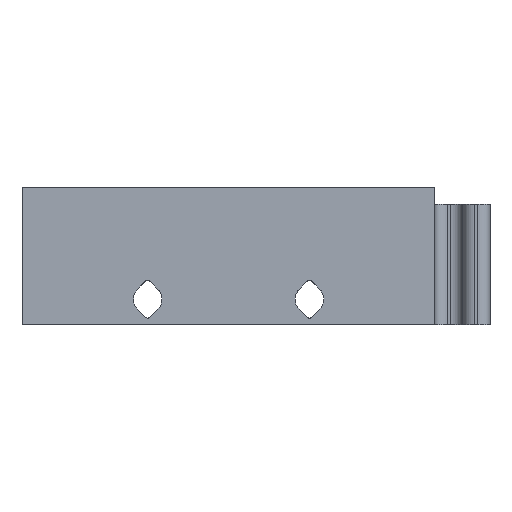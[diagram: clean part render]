
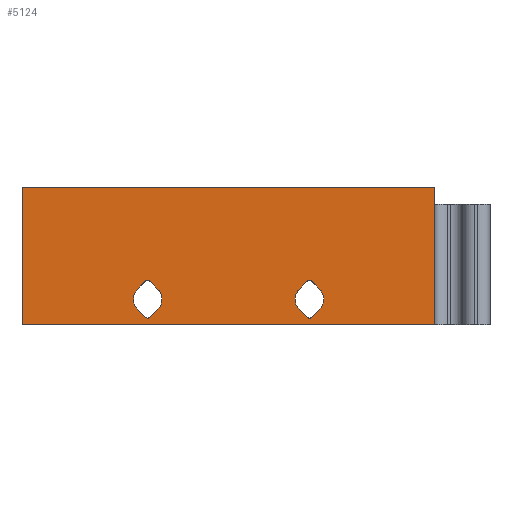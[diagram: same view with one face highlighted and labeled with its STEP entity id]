
A CAD part, left-side view. The second image highlights one B-rep face of the part: STEP entity #5124.
In plain terms, the highlighted planar face has unit normal (-1, 0, 0).
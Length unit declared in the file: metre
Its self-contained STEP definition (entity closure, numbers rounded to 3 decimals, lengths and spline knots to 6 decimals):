
#226=CIRCLE('',#5459,0.002075);
#227=CIRCLE('',#5460,0.0004);
#228=CIRCLE('',#5461,0.002075);
#229=CIRCLE('',#5462,0.0004);
#230=CIRCLE('',#5463,0.002075);
#231=CIRCLE('',#5464,0.0004);
#232=CIRCLE('',#5465,0.002075);
#233=CIRCLE('',#5466,0.0004);
#529=ORIENTED_EDGE('',*,*,#2080,.T.);
#530=ORIENTED_EDGE('',*,*,#2135,.T.);
#531=ORIENTED_EDGE('',*,*,#2033,.F.);
#532=ORIENTED_EDGE('',*,*,#2136,.T.);
#533=ORIENTED_EDGE('',*,*,#2137,.F.);
#534=ORIENTED_EDGE('',*,*,#2138,.T.);
#535=ORIENTED_EDGE('',*,*,#2139,.F.);
#536=ORIENTED_EDGE('',*,*,#2140,.T.);
#537=ORIENTED_EDGE('',*,*,#2141,.T.);
#538=ORIENTED_EDGE('',*,*,#2142,.T.);
#539=ORIENTED_EDGE('',*,*,#2143,.T.);
#540=ORIENTED_EDGE('',*,*,#2144,.T.);
#541=ORIENTED_EDGE('',*,*,#2145,.F.);
#542=ORIENTED_EDGE('',*,*,#2146,.T.);
#543=ORIENTED_EDGE('',*,*,#2147,.F.);
#544=ORIENTED_EDGE('',*,*,#2148,.F.);
#545=ORIENTED_EDGE('',*,*,#2149,.F.);
#546=ORIENTED_EDGE('',*,*,#2150,.F.);
#547=ORIENTED_EDGE('',*,*,#2151,.F.);
#548=ORIENTED_EDGE('',*,*,#2152,.T.);
#2033=EDGE_CURVE('',#2835,#2837,#3372,.F.);
#2080=EDGE_CURVE('',#2884,#2883,#3397,.F.);
#2135=EDGE_CURVE('',#2883,#2837,#3428,.T.);
#2136=EDGE_CURVE('',#2835,#2884,#3429,.T.);
#2137=EDGE_CURVE('',#2938,#2939,#3430,.T.);
#2138=EDGE_CURVE('',#2938,#2940,#226,.T.);
#2139=EDGE_CURVE('',#2941,#2940,#3431,.T.);
#2140=EDGE_CURVE('',#2941,#2942,#227,.T.);
#2141=EDGE_CURVE('',#2942,#2943,#3432,.T.);
#2142=EDGE_CURVE('',#2943,#2944,#228,.T.);
#2143=EDGE_CURVE('',#2944,#2945,#3433,.T.);
#2144=EDGE_CURVE('',#2945,#2939,#229,.T.);
#2145=EDGE_CURVE('',#2946,#2947,#230,.F.);
#2146=EDGE_CURVE('',#2946,#2948,#3434,.T.);
#2147=EDGE_CURVE('',#2949,#2948,#231,.F.);
#2148=EDGE_CURVE('',#2950,#2949,#3435,.T.);
#2149=EDGE_CURVE('',#2951,#2950,#232,.F.);
#2150=EDGE_CURVE('',#2952,#2951,#3436,.T.);
#2151=EDGE_CURVE('',#2953,#2952,#233,.F.);
#2152=EDGE_CURVE('',#2953,#2947,#3437,.T.);
#2835=VERTEX_POINT('',#7173);
#2837=VERTEX_POINT('',#7176);
#2883=VERTEX_POINT('',#7301);
#2884=VERTEX_POINT('',#7303);
#2938=VERTEX_POINT('',#7415);
#2939=VERTEX_POINT('',#7416);
#2940=VERTEX_POINT('',#7418);
#2941=VERTEX_POINT('',#7420);
#2942=VERTEX_POINT('',#7422);
#2943=VERTEX_POINT('',#7424);
#2944=VERTEX_POINT('',#7426);
#2945=VERTEX_POINT('',#7428);
#2946=VERTEX_POINT('',#7431);
#2947=VERTEX_POINT('',#7432);
#2948=VERTEX_POINT('',#7434);
#2949=VERTEX_POINT('',#7436);
#2950=VERTEX_POINT('',#7438);
#2951=VERTEX_POINT('',#7440);
#2952=VERTEX_POINT('',#7442);
#2953=VERTEX_POINT('',#7444);
#3372=LINE('',#7175,#3881);
#3397=LINE('',#7302,#3906);
#3428=LINE('',#7412,#3937);
#3429=LINE('',#7413,#3938);
#3430=LINE('',#7414,#3939);
#3431=LINE('',#7419,#3940);
#3432=LINE('',#7423,#3941);
#3433=LINE('',#7427,#3942);
#3434=LINE('',#7433,#3943);
#3435=LINE('',#7437,#3944);
#3436=LINE('',#7441,#3945);
#3437=LINE('',#7445,#3946);
#3881=VECTOR('',#5842,1.);
#3906=VECTOR('',#5881,1.);
#3937=VECTOR('',#5962,1.);
#3938=VECTOR('',#5963,1.);
#3939=VECTOR('',#5964,1.);
#3940=VECTOR('',#5967,1.);
#3941=VECTOR('',#5970,1.);
#3942=VECTOR('',#5973,1.);
#3943=VECTOR('',#5978,1.);
#3944=VECTOR('',#5981,1.);
#3945=VECTOR('',#5984,1.);
#3946=VECTOR('',#5987,1.);
#4396=EDGE_LOOP('',(#529,#530,#531,#532));
#4397=EDGE_LOOP('',(#533,#534,#535,#536,#537,#538,#539,#540));
#4398=EDGE_LOOP('',(#541,#542,#543,#544,#545,#546,#547,#548));
#4687=FACE_BOUND('',#4396,.T.);
#4688=FACE_BOUND('',#4397,.T.);
#4689=FACE_BOUND('',#4398,.T.);
#4973=PLANE('',#5458);
#5124=ADVANCED_FACE('',(#4687,#4688,#4689),#4973,.F.);
#5458=AXIS2_PLACEMENT_3D('',#7411,#5960,#5961);
#5459=AXIS2_PLACEMENT_3D('',#7417,#5965,#5966);
#5460=AXIS2_PLACEMENT_3D('',#7421,#5968,#5969);
#5461=AXIS2_PLACEMENT_3D('',#7425,#5971,#5972);
#5462=AXIS2_PLACEMENT_3D('',#7429,#5974,#5975);
#5463=AXIS2_PLACEMENT_3D('',#7430,#5976,#5977);
#5464=AXIS2_PLACEMENT_3D('',#7435,#5979,#5980);
#5465=AXIS2_PLACEMENT_3D('',#7439,#5982,#5983);
#5466=AXIS2_PLACEMENT_3D('',#7443,#5985,#5986);
#5842=DIRECTION('',(0.,1.,0.));
#5881=DIRECTION('',(0.,1.,0.));
#5960=DIRECTION('',(1.,0.,0.));
#5961=DIRECTION('',(0.,1.,0.));
#5962=DIRECTION('',(0.,0.,1.));
#5963=DIRECTION('',(0.,0.,-1.));
#5964=DIRECTION('',(0.,-0.707,-0.707));
#5965=DIRECTION('',(1.,0.,0.));
#5966=DIRECTION('',(0.,1.,0.));
#5967=DIRECTION('',(0.,0.707,-0.707));
#5968=DIRECTION('',(1.,0.,0.));
#5969=DIRECTION('',(0.,1.,0.));
#5970=DIRECTION('',(0.,-0.707,-0.707));
#5971=DIRECTION('',(1.,0.,0.));
#5972=DIRECTION('',(0.,1.,0.));
#5973=DIRECTION('',(0.,0.707,-0.707));
#5974=DIRECTION('',(1.,0.,0.));
#5975=DIRECTION('',(0.,1.,0.));
#5976=DIRECTION('',(1.,0.,0.));
#5977=DIRECTION('',(0.,1.,0.));
#5978=DIRECTION('',(0.,0.707,-0.707));
#5979=DIRECTION('',(1.,0.,0.));
#5980=DIRECTION('',(0.,1.,0.));
#5981=DIRECTION('',(0.,-0.707,-0.707));
#5982=DIRECTION('',(1.,0.,0.));
#5983=DIRECTION('',(0.,1.,0.));
#5984=DIRECTION('',(0.,0.707,-0.707));
#5985=DIRECTION('',(1.,0.,0.));
#5986=DIRECTION('',(0.,1.,0.));
#5987=DIRECTION('',(0.,-0.707,-0.707));
#7173=CARTESIAN_POINT('',(1.230025,1.65,0.38));
#7175=CARTESIAN_POINT('',(1.230025,1.542111,0.38));
#7176=CARTESIAN_POINT('',(1.230025,1.590025,0.38));
#7301=CARTESIAN_POINT('',(1.230025,1.590025,0.36));
#7302=CARTESIAN_POINT('',(1.230025,1.662111,0.36));
#7303=CARTESIAN_POINT('',(1.230025,1.65,0.36));
#7411=CARTESIAN_POINT('',(1.230025,1.542111,0.38));
#7412=CARTESIAN_POINT('',(1.230025,1.590025,0.38));
#7413=CARTESIAN_POINT('',(1.230025,1.65,0.38));
#7414=CARTESIAN_POINT('',(1.230025,1.596523,0.325588));
#7415=CARTESIAN_POINT('',(1.230025,1.633201,0.362266));
#7416=CARTESIAN_POINT('',(1.230025,1.632016,0.361082));
#7417=CARTESIAN_POINT('',(1.230025,1.631733,0.363733));
#7418=CARTESIAN_POINT('',(1.230025,1.633201,0.365201));
#7419=CARTESIAN_POINT('',(1.230025,1.580256,0.418145));
#7420=CARTESIAN_POINT('',(1.230025,1.632016,0.366385));
#7421=CARTESIAN_POINT('',(1.230025,1.631733,0.366102));
#7422=CARTESIAN_POINT('',(1.230025,1.631451,0.366385));
#7423=CARTESIAN_POINT('',(1.230025,1.593588,0.328523));
#7424=CARTESIAN_POINT('',(1.230025,1.630266,0.365201));
#7425=CARTESIAN_POINT('',(1.230025,1.631733,0.363733));
#7426=CARTESIAN_POINT('',(1.230025,1.630266,0.362266));
#7427=CARTESIAN_POINT('',(1.230025,1.577322,0.415211));
#7428=CARTESIAN_POINT('',(1.230025,1.631451,0.361082));
#7429=CARTESIAN_POINT('',(1.230025,1.631733,0.361365));
#7430=CARTESIAN_POINT('',(1.230025,1.608267,0.363733));
#7431=CARTESIAN_POINT('',(1.230025,1.606799,0.362266));
#7432=CARTESIAN_POINT('',(1.230025,1.606799,0.365201));
#7433=CARTESIAN_POINT('',(1.230025,1.565588,0.403477));
#7434=CARTESIAN_POINT('',(1.230025,1.607984,0.361082));
#7435=CARTESIAN_POINT('',(1.230025,1.608267,0.361365));
#7436=CARTESIAN_POINT('',(1.230025,1.608549,0.361082));
#7437=CARTESIAN_POINT('',(1.230025,1.584789,0.337322));
#7438=CARTESIAN_POINT('',(1.230025,1.609734,0.362266));
#7439=CARTESIAN_POINT('',(1.230025,1.608267,0.363733));
#7440=CARTESIAN_POINT('',(1.230025,1.609734,0.365201));
#7441=CARTESIAN_POINT('',(1.230025,1.568523,0.406412));
#7442=CARTESIAN_POINT('',(1.230025,1.608549,0.366385));
#7443=CARTESIAN_POINT('',(1.230025,1.608267,0.366102));
#7444=CARTESIAN_POINT('',(1.230025,1.607984,0.366385));
#7445=CARTESIAN_POINT('',(1.230025,1.581855,0.340256));
